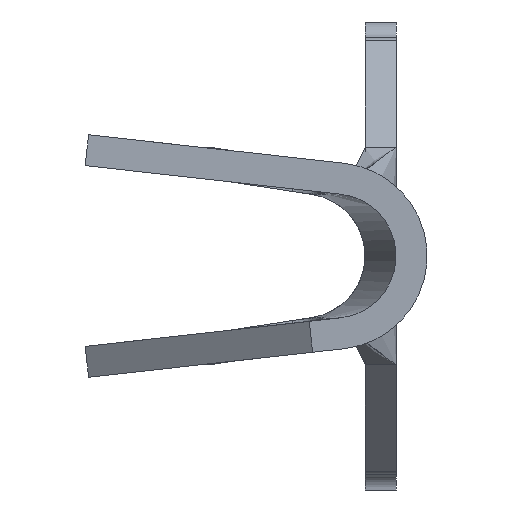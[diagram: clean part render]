
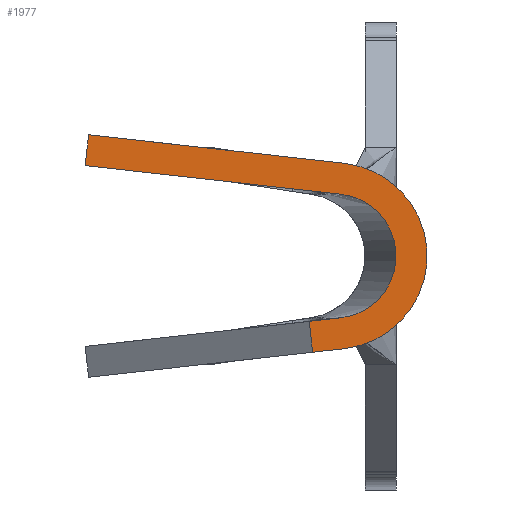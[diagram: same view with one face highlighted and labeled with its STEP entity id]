
A CAD part, left-side view. The second image highlights one B-rep face of the part: STEP entity #1977.
In plain terms, the highlighted planar face has unit normal (-1, 0, 0).
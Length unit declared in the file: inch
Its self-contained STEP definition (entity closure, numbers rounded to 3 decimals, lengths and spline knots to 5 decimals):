
#34 = VERTEX_POINT ( 'NONE', #2086 ) ;
#39 = VERTEX_POINT ( 'NONE', #2774 ) ;
#87 = DIRECTION ( 'NONE',  ( 0., 0., 1. ) ) ;
#100 = EDGE_CURVE ( 'NONE', #2896, #969, #3154, .T. ) ;
#120 = CARTESIAN_POINT ( 'NONE',  ( -0.467, 0.2, 0.05812 ) ) ;
#222 = VECTOR ( 'NONE', #3476, 39.37008 ) ;
#281 = ORIENTED_EDGE ( 'NONE', *, *, #4009, .T. ) ;
#288 = AXIS2_PLACEMENT_3D ( 'NONE', #1676, #3032, #4373 ) ;
#324 = PLANE ( 'NONE',  #288 ) ;
#528 = CARTESIAN_POINT ( 'NONE',  ( -0.467, 0.03334, 0.05963 ) ) ;
#530 = ORIENTED_EDGE ( 'NONE', *, *, #881, .T. ) ;
#617 = DIRECTION ( 'NONE',  ( 0., -0.111, -0.994 ) ) ;
#700 = LINE ( 'NONE', #2049, #3840 ) ;
#775 = LINE ( 'NONE', #2123, #222 ) ;
#878 = LINE ( 'NONE', #2225, #4324 ) ;
#881 = EDGE_CURVE ( 'NONE', #969, #34, #775, .T. ) ;
#922 = AXIS2_PLACEMENT_3D ( 'NONE', #1315, #2666, #4016 ) ;
#969 = VERTEX_POINT ( 'NONE', #4229 ) ;
#1287 = VECTOR ( 'NONE', #1874, 39.37008 ) ;
#1315 = CARTESIAN_POINT ( 'NONE',  ( -0.467, 0.04, 0. ) ) ;
#1341 = ORIENTED_EDGE ( 'NONE', *, *, #3081, .T. ) ;
#1382 = ORIENTED_EDGE ( 'NONE', *, *, #3860, .T. ) ;
#1456 = VERTEX_POINT ( 'NONE', #2598 ) ;
#1468 = DIRECTION ( 'NONE',  ( 0., 0.111, -0.994 ) ) ;
#1603 = ORIENTED_EDGE ( 'NONE', *, *, #100, .T. ) ;
#1676 = CARTESIAN_POINT ( 'NONE',  ( -0.467, 0.04, 0. ) ) ;
#1717 = AXIS2_PLACEMENT_3D ( 'NONE', #1766, #3124, #87 ) ;
#1766 = CARTESIAN_POINT ( 'NONE',  ( -0.467, 0.04, 0. ) ) ;
#1836 = ORIENTED_EDGE ( 'NONE', *, *, #3964, .T. ) ;
#1846 = CIRCLE ( 'NONE', #922, 0.06 ) ;
#1847 = CARTESIAN_POINT ( 'NONE',  ( -0.467, 0.19778, 0.078 ) ) ;
#1874 = DIRECTION ( 'NONE',  ( 0., 0.994, 0.111 ) ) ;
#1977 = ADVANCED_FACE ( 'NONE', ( #3365 ), #324, .T. ) ;
#2049 = CARTESIAN_POINT ( 'NONE',  ( -0.467, 0.03334, -0.05963 ) ) ;
#2086 = CARTESIAN_POINT ( 'NONE',  ( -0.467, 0.03556, 0.03975 ) ) ;
#2123 = CARTESIAN_POINT ( 'NONE',  ( -0.467, 0.03556, 0.03975 ) ) ;
#2225 = CARTESIAN_POINT ( 'NONE',  ( -0.467, 0.03556, -0.03975 ) ) ;
#2293 = LINE ( 'NONE', #3653, #3773 ) ;
#2368 = CARTESIAN_POINT ( 'NONE',  ( -0.467, 0.05368, -0.0619 ) ) ;
#2377 = VERTEX_POINT ( 'NONE', #2368 ) ;
#2442 = CARTESIAN_POINT ( 'NONE',  ( -0.467, 0.0559, -0.04202 ) ) ;
#2461 = VERTEX_POINT ( 'NONE', #2442 ) ;
#2502 = VECTOR ( 'NONE', #1468, 39.37008 ) ;
#2598 = CARTESIAN_POINT ( 'NONE',  ( -0.467, 0.03334, 0.05963 ) ) ;
#2666 = DIRECTION ( 'NONE',  ( -1., 0., 0. ) ) ;
#2712 = EDGE_CURVE ( 'NONE', #2377, #39, #700, .T. ) ;
#2739 = ORIENTED_EDGE ( 'NONE', *, *, #2712, .T. ) ;
#2774 = CARTESIAN_POINT ( 'NONE',  ( -0.467, 0.03334, -0.05963 ) ) ;
#2873 = VERTEX_POINT ( 'NONE', #3182 ) ;
#2881 = EDGE_LOOP ( 'NONE', ( #3041, #2739, #1341, #1836, #1603, #530, #1382, #281 ) ) ;
#2896 = VERTEX_POINT ( 'NONE', #1847 ) ;
#3032 = DIRECTION ( 'NONE',  ( -1., 0., 0. ) ) ;
#3041 = ORIENTED_EDGE ( 'NONE', *, *, #3390, .T. ) ;
#3081 = EDGE_CURVE ( 'NONE', #39, #1456, #1846, .T. ) ;
#3124 = DIRECTION ( 'NONE',  ( 1., 0., 0. ) ) ;
#3154 = LINE ( 'NONE', #120, #2502 ) ;
#3182 = CARTESIAN_POINT ( 'NONE',  ( -0.467, 0.03556, -0.03975 ) ) ;
#3365 = FACE_OUTER_BOUND ( 'NONE', #2881, .T. ) ;
#3390 = EDGE_CURVE ( 'NONE', #2461, #2377, #2293, .T. ) ;
#3407 = DIRECTION ( 'NONE',  ( 0., -0.994, 0.111 ) ) ;
#3476 = DIRECTION ( 'NONE',  ( 0., -0.994, -0.111 ) ) ;
#3565 = LINE ( 'NONE', #528, #1287 ) ;
#3584 = DIRECTION ( 'NONE',  ( 0., 0.994, -0.111 ) ) ;
#3624 = CIRCLE ( 'NONE', #1717, 0.04 ) ;
#3653 = CARTESIAN_POINT ( 'NONE',  ( -0.467, 0.0559, -0.04202 ) ) ;
#3773 = VECTOR ( 'NONE', #617, 39.37008 ) ;
#3840 = VECTOR ( 'NONE', #3407, 39.37008 ) ;
#3860 = EDGE_CURVE ( 'NONE', #34, #2873, #3624, .T. ) ;
#3964 = EDGE_CURVE ( 'NONE', #1456, #2896, #3565, .T. ) ;
#4009 = EDGE_CURVE ( 'NONE', #2873, #2461, #878, .T. ) ;
#4016 = DIRECTION ( 'NONE',  ( 0., 0., 1. ) ) ;
#4229 = CARTESIAN_POINT ( 'NONE',  ( -0.467, 0.2, 0.05812 ) ) ;
#4324 = VECTOR ( 'NONE', #3584, 39.37008 ) ;
#4373 = DIRECTION ( 'NONE',  ( 0., 0., 1. ) ) ;
